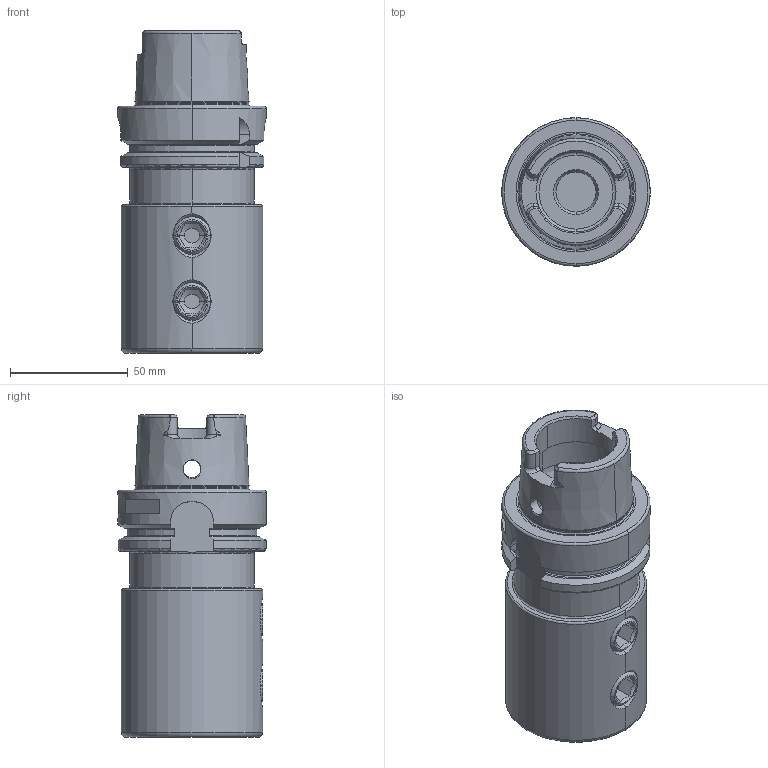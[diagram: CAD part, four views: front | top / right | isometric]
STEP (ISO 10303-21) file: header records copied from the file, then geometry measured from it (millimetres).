
FILE_DESCRIPTION((''),'2;1');
FILE_NAME('A63_51_40','2020-07-30T',('103090'),(''),'CREO PARAMETRIC BY PTC INC, 2016260','CREO PARAMETRIC BY PTC INC, 2016260','');
FILE_SCHEMA(('CONFIG_CONTROL_DESIGN'));
Length unit declared in the file: millimetre
Products named in the file (1): A63_51_40
Bounding box: 63 x 63 x 137 mm (x, y, z)
Volume: 193802.7 mm3; surface area: 48283.1 mm2
Topology: 1 solids, 1 shells, 213 faces, 542 edges, 337 vertices
Faces by surface type: plane 69, cylinder 55, cone 50, torus 39
Entity records: 7448 total; most frequent: CARTESIAN_POINT 2362, ORIENTED_EDGE 1080, DIRECTION 1053, EDGE_CURVE 540, AXIS2_PLACEMENT_3D 439, VERTEX_POINT 337, EDGE_LOOP 225, CIRCLE 223
